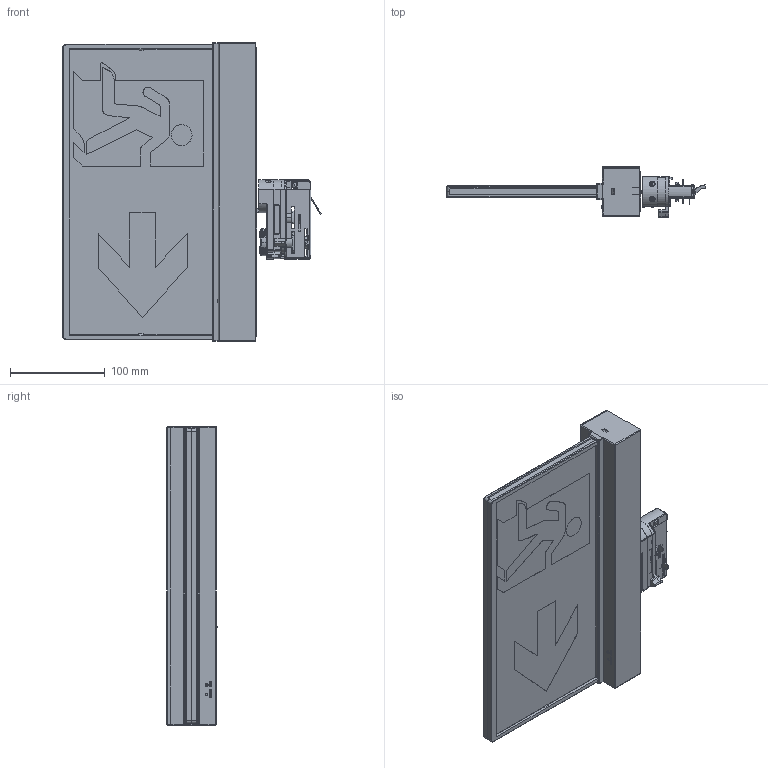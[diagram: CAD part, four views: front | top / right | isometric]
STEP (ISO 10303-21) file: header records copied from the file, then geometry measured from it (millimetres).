
FILE_DESCRIPTION((''),'2;1');
FILE_NAME('RSM_ASM_ASM0000','2025-09-16T10:34:39',('chuncheng.yin'),(''),'CREO PARAMETRIC BY PTC INC, 2024401','CREO PARAMETRIC BY PTC INC, 2024401','');
FILE_SCHEMA(('CONFIG_CONTROL_DESIGN'));
Products named in the file (1): RSM_ASM_ASM0000
Bounding box: 272.14 x 53 x 315.1 mm (x, y, z)
Volume: 975055.2 mm3; surface area: 525211.3 mm2
Topology: 6 solids, 22 shells, 4731 faces, 13745 edges, 9011 vertices
Faces by surface type: plane 3159, cylinder 503, bspline 452, extrusion 349, cone 165, torus 54, sphere 49
Entity records: 181372 total; most frequent: CARTESIAN_POINT 63331, ORIENTED_EDGE 27401, DIRECTION 19850, EDGE_CURVE 13727, VECTOR 9800, LINE 9451, VERTEX_POINT 9011, AXIS2_PLACEMENT_3D 5025
